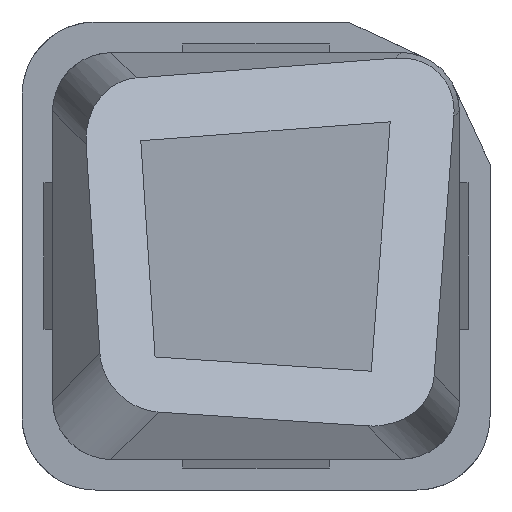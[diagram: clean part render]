
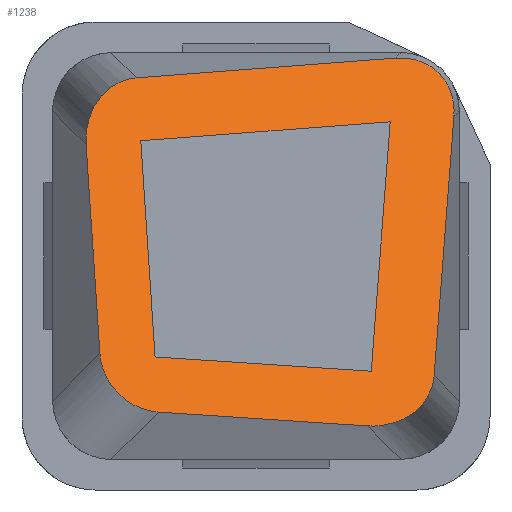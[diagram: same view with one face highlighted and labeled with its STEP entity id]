
A CAD part, front view. The second image highlights one B-rep face of the part: STEP entity #1238.
In plain terms, the highlighted planar face has unit normal (0.5, -0.707, 0.5).
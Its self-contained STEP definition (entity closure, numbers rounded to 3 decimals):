
#15 = ORIENTED_EDGE ( 'NONE', *, *, #503, .F. ) ;
#36 = VERTEX_POINT ( 'NONE', #161 ) ;
#94 = ORIENTED_EDGE ( 'NONE', *, *, #1434, .T. ) ;
#96 = CARTESIAN_POINT ( 'NONE',  ( -1.732, 18.21, 6.271 ) ) ;
#147 = VERTEX_POINT ( 'NONE', #2325 ) ;
#149 = ORIENTED_EDGE ( 'NONE', *, *, #405, .F. ) ;
#161 = CARTESIAN_POINT ( 'NONE',  ( 3.819, 13.593, -5.809 ) ) ;
#174 = CARTESIAN_POINT ( 'NONE',  ( 6.862, 24.124, 6.04 ) ) ;
#188 = CARTESIAN_POINT ( 'NONE',  ( 6.766, 23.162, 4.776 ) ) ;
#189 = LINE ( 'NONE', #1042, #2549 ) ;
#199 = CARTESIAN_POINT ( 'NONE',  ( 6.04, 24.124, 6.862 ) ) ;
#215 = DIRECTION ( 'NONE',  ( -0.055, 0.55, 0.833 ) ) ;
#301 = EDGE_CURVE ( 'NONE', #1219, #2449, #1569, .T. ) ;
#404 = CARTESIAN_POINT ( 'NONE',  ( -4.39, 19.499, 10.752 ) ) ;
#405 = EDGE_CURVE ( 'NONE', #2685, #1662, #1214, .T. ) ;
#429 = VECTOR ( 'NONE', #1674, 1000. ) ;
#435 = LINE ( 'NONE', #868, #919 ) ;
#458 = EDGE_CURVE ( 'NONE', #2573, #1219, #1878, .T. ) ;
#466 = CARTESIAN_POINT ( 'NONE',  ( -4.101, 16.407, 6.091 ) ) ;
#484 = ORIENTED_EDGE ( 'NONE', *, *, #458, .T. ) ;
#503 = EDGE_CURVE ( 'NONE', #2110, #147, #1305, .T. ) ;
#517 = CARTESIAN_POINT ( 'NONE',  ( 6.938, 24.884, 7.039 ) ) ;
#557 = CARTESIAN_POINT ( 'NONE',  ( 6.091, 16.407, -4.101 ) ) ;
#589 = EDGE_LOOP ( 'NONE', ( #1436, #94, #484, #885 ) ) ;
#597 = CARTESIAN_POINT ( 'NONE',  ( 4.776, 23.162, 6.766 ) ) ;
#632 = EDGE_LOOP ( 'NONE', ( #1188, #1312, #149, #2248, #1412, #2228, #15, #2003 ) ) ;
#652 = CARTESIAN_POINT ( 'NONE',  ( -3.346, 8.861, -5.336 ) ) ;
#700 = CARTESIAN_POINT ( 'NONE',  ( -3.346, 8.861, -5.336 ) ) ;
#722 = PLANE ( 'NONE',  #2015 ) ;
#733 = CARTESIAN_POINT ( 'NONE',  ( -5.303, 7.5, -5.303 ) ) ;
#751 = FACE_BOUND ( 'NONE', #589, .T. ) ;
#779 = CARTESIAN_POINT ( 'NONE',  ( 5.07, 14.419, -5.892 ) ) ;
#807 = DIRECTION ( 'NONE',  ( -0.833, -0.55, 0.055 ) ) ;
#827 =( BOUNDED_CURVE ( )  B_SPLINE_CURVE ( 3, ( #1933, #849, #1493, #1069 ),
 .UNSPECIFIED., .F., .T. ) 
 B_SPLINE_CURVE_WITH_KNOTS ( ( 4, 4 ),
 ( 0.929, 2.49 ),
 .UNSPECIFIED. ) 
 CURVE ( )  GEOMETRIC_REPRESENTATION_ITEM ( )  RATIONAL_B_SPLINE_CURVE ( ( 1., 0.807, 0.807, 1. ) ) 
 REPRESENTATION_ITEM ( '' )  );
#835 = CARTESIAN_POINT ( 'NONE',  ( -0.893, 17.318, 4.172 ) ) ;
#849 = CARTESIAN_POINT ( 'NONE',  ( -5.892, 14.419, 5.07 ) ) ;
#868 = CARTESIAN_POINT ( 'NONE',  ( 1.625, 12.144, -5.664 ) ) ;
#885 = ORIENTED_EDGE ( 'NONE', *, *, #301, .T. ) ;
#897 = VERTEX_POINT ( 'NONE', #466 ) ;
#919 = VECTOR ( 'NONE', #1731, 1000. ) ;
#983 = FACE_OUTER_BOUND ( 'NONE', #632, .T. ) ;
#1042 = CARTESIAN_POINT ( 'NONE',  ( 1.103, 13.126, -3.753 ) ) ;
#1045 = CARTESIAN_POINT ( 'NONE',  ( 3.94, 15., -3.94 ) ) ;
#1051 = EDGE_CURVE ( 'NONE', #36, #2110, #435, .T. ) ;
#1069 = CARTESIAN_POINT ( 'NONE',  ( -4.101, 16.407, 6.091 ) ) ;
#1116 = VERTEX_POINT ( 'NONE', #1523 ) ;
#1130 = CARTESIAN_POINT ( 'NONE',  ( -5.336, 8.861, -3.346 ) ) ;
#1131 = CARTESIAN_POINT ( 'NONE',  ( 6.766, 23.162, 4.776 ) ) ;
#1188 = ORIENTED_EDGE ( 'NONE', *, *, #2460, .F. ) ;
#1214 =( BOUNDED_CURVE ( )  B_SPLINE_CURVE ( 3, ( #597, #199, #174, #188 ),
 .UNSPECIFIED., .F., .T. ) 
 B_SPLINE_CURVE_WITH_KNOTS ( ( 4, 4 ),
 ( 2.361, 3.922 ),
 .UNSPECIFIED. ) 
 CURVE ( )  GEOMETRIC_REPRESENTATION_ITEM ( )  RATIONAL_B_SPLINE_CURVE ( ( 1., 0.807, 0.807, 1. ) ) 
 REPRESENTATION_ITEM ( '' )  );
#1219 = VERTEX_POINT ( 'NONE', #2608 ) ;
#1238 = ADVANCED_FACE ( 'NONE', ( #983, #751 ), #722, .T. ) ;
#1297 = CARTESIAN_POINT ( 'NONE',  ( 3.819, 13.593, -5.809 ) ) ;
#1305 =( BOUNDED_CURVE ( )  B_SPLINE_CURVE ( 3, ( #652, #1642, #2191, #1130 ),
 .UNSPECIFIED., .F., .F. ) 
 B_SPLINE_CURVE_WITH_KNOTS ( ( 4, 4 ),
 ( 2.361, 3.922 ),
 .UNSPECIFIED. ) 
 CURVE ( )  GEOMETRIC_REPRESENTATION_ITEM ( )  RATIONAL_B_SPLINE_CURVE ( ( 1., 0.807, 0.807, 1. ) ) 
 REPRESENTATION_ITEM ( '' )  );
#1312 = ORIENTED_EDGE ( 'NONE', *, *, #2279, .F. ) ;
#1368 = LINE ( 'NONE', #96, #1798 ) ;
#1394 = CARTESIAN_POINT ( 'NONE',  ( 4.839, 23.992, 7.878 ) ) ;
#1401 = CARTESIAN_POINT ( 'NONE',  ( 6.008, 15.581, -5.186 ) ) ;
#1402 = EDGE_CURVE ( 'NONE', #2449, #2652, #189, .T. ) ;
#1412 = ORIENTED_EDGE ( 'NONE', *, *, #1946, .F. ) ;
#1434 = EDGE_CURVE ( 'NONE', #2652, #2573, #1879, .T. ) ;
#1436 = ORIENTED_EDGE ( 'NONE', *, *, #1402, .T. ) ;
#1467 = CARTESIAN_POINT ( 'NONE',  ( 6.091, 16.407, -4.101 ) ) ;
#1493 = CARTESIAN_POINT ( 'NONE',  ( -5.186, 15.581, 6.008 ) ) ;
#1523 = CARTESIAN_POINT ( 'NONE',  ( -5.809, 13.593, 3.819 ) ) ;
#1556 = CARTESIAN_POINT ( 'NONE',  ( 4.776, 23.162, 6.766 ) ) ;
#1557 = DIRECTION ( 'NONE',  ( 0.816, 0.577, 0. ) ) ;
#1569 = LINE ( 'NONE', #1394, #2150 ) ;
#1642 = CARTESIAN_POINT ( 'NONE',  ( -4.442, 8.137, -5.264 ) ) ;
#1662 = VERTEX_POINT ( 'NONE', #1131 ) ;
#1672 =( BOUNDED_CURVE ( )  B_SPLINE_CURVE ( 3, ( #557, #1401, #779, #1297 ),
 .UNSPECIFIED., .F., .T. ) 
 B_SPLINE_CURVE_WITH_KNOTS ( ( 4, 4 ),
 ( 0.651, 2.212 ),
 .UNSPECIFIED. ) 
 CURVE ( )  GEOMETRIC_REPRESENTATION_ITEM ( )  RATIONAL_B_SPLINE_CURVE ( ( 1., 0.807, 0.807, 1. ) ) 
 REPRESENTATION_ITEM ( '' )  );
#1674 = DIRECTION ( 'NONE',  ( 0.794, 0.604, 0.06 ) ) ;
#1677 = DIRECTION ( 'NONE',  ( -0.055, 0.55, 0.833 ) ) ;
#1731 = DIRECTION ( 'NONE',  ( -0.833, -0.55, 0.055 ) ) ;
#1739 = CARTESIAN_POINT ( 'NONE',  ( -3.452, 10.118, -3.452 ) ) ;
#1751 = EDGE_CURVE ( 'NONE', #897, #2685, #1368, .T. ) ;
#1784 = VERTEX_POINT ( 'NONE', #1467 ) ;
#1798 = VECTOR ( 'NONE', #2208, 1000. ) ;
#1821 = DIRECTION ( 'NONE',  ( 0.5, -0.707, 0.5 ) ) ;
#1878 = LINE ( 'NONE', #835, #429 ) ;
#1879 = LINE ( 'NONE', #404, #2069 ) ;
#1933 = CARTESIAN_POINT ( 'NONE',  ( -5.809, 13.593, 3.819 ) ) ;
#1946 = EDGE_CURVE ( 'NONE', #1116, #897, #827, .T. ) ;
#1967 = DIRECTION ( 'NONE',  ( -0.06, -0.604, -0.794 ) ) ;
#1987 = EDGE_CURVE ( 'NONE', #147, #1116, #2735, .T. ) ;
#1998 = DIRECTION ( 'NONE',  ( -0.06, -0.604, -0.794 ) ) ;
#2003 = ORIENTED_EDGE ( 'NONE', *, *, #1051, .F. ) ;
#2015 = AXIS2_PLACEMENT_3D ( 'NONE', #733, #1821, #1557 ) ;
#2069 = VECTOR ( 'NONE', #1677, 1000. ) ;
#2107 = CARTESIAN_POINT ( 'NONE',  ( -3.94, 15., 3.94 ) ) ;
#2110 = VERTEX_POINT ( 'NONE', #700 ) ;
#2118 = CARTESIAN_POINT ( 'NONE',  ( -6.302, 18.516, 11.275 ) ) ;
#2150 = VECTOR ( 'NONE', #1998, 1000. ) ;
#2187 = LINE ( 'NONE', #517, #2508 ) ;
#2191 = CARTESIAN_POINT ( 'NONE',  ( -5.264, 8.137, -4.442 ) ) ;
#2208 = DIRECTION ( 'NONE',  ( 0.794, 0.604, 0.06 ) ) ;
#2228 = ORIENTED_EDGE ( 'NONE', *, *, #1987, .F. ) ;
#2242 = VECTOR ( 'NONE', #215, 1000. ) ;
#2248 = ORIENTED_EDGE ( 'NONE', *, *, #1751, .F. ) ;
#2279 = EDGE_CURVE ( 'NONE', #1662, #1784, #2187, .T. ) ;
#2325 = CARTESIAN_POINT ( 'NONE',  ( -5.336, 8.861, -3.346 ) ) ;
#2449 = VERTEX_POINT ( 'NONE', #1045 ) ;
#2460 = EDGE_CURVE ( 'NONE', #1784, #36, #1672, .T. ) ;
#2508 = VECTOR ( 'NONE', #1967, 1000. ) ;
#2549 = VECTOR ( 'NONE', #807, 1000. ) ;
#2573 = VERTEX_POINT ( 'NONE', #2107 ) ;
#2608 = CARTESIAN_POINT ( 'NONE',  ( 4.589, 21.49, 4.589 ) ) ;
#2652 = VERTEX_POINT ( 'NONE', #1739 ) ;
#2685 = VERTEX_POINT ( 'NONE', #1556 ) ;
#2735 = LINE ( 'NONE', #2118, #2242 ) ;
